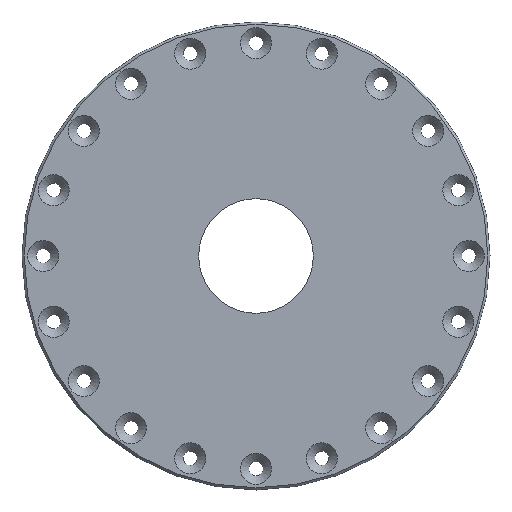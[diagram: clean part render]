
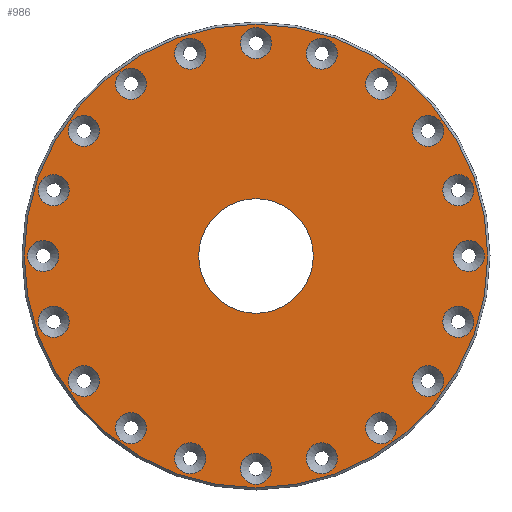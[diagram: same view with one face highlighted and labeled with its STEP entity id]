
A CAD part, front view. The second image highlights one B-rep face of the part: STEP entity #986.
In plain terms, the highlighted planar face has unit normal (0, -1, 0).
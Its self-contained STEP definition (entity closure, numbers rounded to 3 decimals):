
#43=PLANE('',#1061);
#68=ORIENTED_EDGE('',*,*,#200,.T.);
#69=ORIENTED_EDGE('',*,*,#201,.T.);
#70=ORIENTED_EDGE('',*,*,#202,.T.);
#71=ORIENTED_EDGE('',*,*,#203,.T.);
#72=ORIENTED_EDGE('',*,*,#204,.T.);
#73=ORIENTED_EDGE('',*,*,#205,.T.);
#74=ORIENTED_EDGE('',*,*,#206,.T.);
#75=ORIENTED_EDGE('',*,*,#207,.T.);
#76=ORIENTED_EDGE('',*,*,#208,.T.);
#77=ORIENTED_EDGE('',*,*,#209,.T.);
#78=ORIENTED_EDGE('',*,*,#210,.T.);
#79=ORIENTED_EDGE('',*,*,#211,.T.);
#80=ORIENTED_EDGE('',*,*,#212,.T.);
#81=ORIENTED_EDGE('',*,*,#213,.T.);
#82=ORIENTED_EDGE('',*,*,#214,.T.);
#83=ORIENTED_EDGE('',*,*,#215,.T.);
#84=ORIENTED_EDGE('',*,*,#216,.T.);
#85=ORIENTED_EDGE('',*,*,#217,.T.);
#86=ORIENTED_EDGE('',*,*,#218,.T.);
#87=ORIENTED_EDGE('',*,*,#219,.T.);
#88=ORIENTED_EDGE('',*,*,#220,.T.);
#89=ORIENTED_EDGE('',*,*,#221,.F.);
#200=EDGE_CURVE('',#266,#266,#332,.F.);
#201=EDGE_CURVE('',#267,#267,#333,.T.);
#202=EDGE_CURVE('',#268,#268,#334,.T.);
#203=EDGE_CURVE('',#269,#269,#335,.T.);
#204=EDGE_CURVE('',#270,#270,#336,.T.);
#205=EDGE_CURVE('',#271,#271,#337,.T.);
#206=EDGE_CURVE('',#272,#272,#338,.T.);
#207=EDGE_CURVE('',#273,#273,#339,.T.);
#208=EDGE_CURVE('',#274,#274,#340,.T.);
#209=EDGE_CURVE('',#275,#275,#341,.T.);
#210=EDGE_CURVE('',#276,#276,#342,.T.);
#211=EDGE_CURVE('',#277,#277,#343,.T.);
#212=EDGE_CURVE('',#278,#278,#344,.T.);
#213=EDGE_CURVE('',#279,#279,#345,.T.);
#214=EDGE_CURVE('',#280,#280,#346,.T.);
#215=EDGE_CURVE('',#281,#281,#347,.T.);
#216=EDGE_CURVE('',#282,#282,#348,.T.);
#217=EDGE_CURVE('',#283,#283,#349,.T.);
#218=EDGE_CURVE('',#284,#284,#350,.T.);
#219=EDGE_CURVE('',#285,#285,#351,.T.);
#220=EDGE_CURVE('',#286,#286,#352,.T.);
#221=EDGE_CURVE('',#287,#287,#353,.T.);
#266=VERTEX_POINT('',#1426);
#267=VERTEX_POINT('',#1428);
#268=VERTEX_POINT('',#1430);
#269=VERTEX_POINT('',#1432);
#270=VERTEX_POINT('',#1434);
#271=VERTEX_POINT('',#1436);
#272=VERTEX_POINT('',#1438);
#273=VERTEX_POINT('',#1440);
#274=VERTEX_POINT('',#1442);
#275=VERTEX_POINT('',#1444);
#276=VERTEX_POINT('',#1446);
#277=VERTEX_POINT('',#1448);
#278=VERTEX_POINT('',#1450);
#279=VERTEX_POINT('',#1452);
#280=VERTEX_POINT('',#1454);
#281=VERTEX_POINT('',#1456);
#282=VERTEX_POINT('',#1458);
#283=VERTEX_POINT('',#1460);
#284=VERTEX_POINT('',#1462);
#285=VERTEX_POINT('',#1464);
#286=VERTEX_POINT('',#1466);
#287=VERTEX_POINT('',#1468);
#332=CIRCLE('',#1062,51.75);
#333=CIRCLE('',#1063,3.47);
#334=CIRCLE('',#1064,3.47);
#335=CIRCLE('',#1065,3.47);
#336=CIRCLE('',#1066,3.47);
#337=CIRCLE('',#1067,3.47);
#338=CIRCLE('',#1068,3.47);
#339=CIRCLE('',#1069,3.47);
#340=CIRCLE('',#1070,3.47);
#341=CIRCLE('',#1071,3.47);
#342=CIRCLE('',#1072,3.47);
#343=CIRCLE('',#1073,3.47);
#344=CIRCLE('',#1074,3.47);
#345=CIRCLE('',#1075,3.47);
#346=CIRCLE('',#1076,3.47);
#347=CIRCLE('',#1077,3.47);
#348=CIRCLE('',#1078,3.47);
#349=CIRCLE('',#1079,3.47);
#350=CIRCLE('',#1080,3.47);
#351=CIRCLE('',#1081,3.47);
#352=CIRCLE('',#1082,3.47);
#353=CIRCLE('',#1083,12.8);
#398=EDGE_LOOP('',(#68));
#399=EDGE_LOOP('',(#69));
#400=EDGE_LOOP('',(#70));
#401=EDGE_LOOP('',(#71));
#402=EDGE_LOOP('',(#72));
#403=EDGE_LOOP('',(#73));
#404=EDGE_LOOP('',(#74));
#405=EDGE_LOOP('',(#75));
#406=EDGE_LOOP('',(#76));
#407=EDGE_LOOP('',(#77));
#408=EDGE_LOOP('',(#78));
#409=EDGE_LOOP('',(#79));
#410=EDGE_LOOP('',(#80));
#411=EDGE_LOOP('',(#81));
#412=EDGE_LOOP('',(#82));
#413=EDGE_LOOP('',(#83));
#414=EDGE_LOOP('',(#84));
#415=EDGE_LOOP('',(#85));
#416=EDGE_LOOP('',(#86));
#417=EDGE_LOOP('',(#87));
#418=EDGE_LOOP('',(#88));
#419=EDGE_LOOP('',(#89));
#530=FACE_BOUND('',#398,.T.);
#531=FACE_BOUND('',#399,.T.);
#532=FACE_BOUND('',#400,.T.);
#533=FACE_BOUND('',#401,.T.);
#534=FACE_BOUND('',#402,.T.);
#535=FACE_BOUND('',#403,.T.);
#536=FACE_BOUND('',#404,.T.);
#537=FACE_BOUND('',#405,.T.);
#538=FACE_BOUND('',#406,.T.);
#539=FACE_BOUND('',#407,.T.);
#540=FACE_BOUND('',#408,.T.);
#541=FACE_BOUND('',#409,.T.);
#542=FACE_BOUND('',#410,.T.);
#543=FACE_BOUND('',#411,.T.);
#544=FACE_BOUND('',#412,.T.);
#545=FACE_BOUND('',#413,.T.);
#546=FACE_BOUND('',#414,.T.);
#547=FACE_BOUND('',#415,.T.);
#548=FACE_BOUND('',#416,.T.);
#549=FACE_BOUND('',#417,.T.);
#550=FACE_BOUND('',#418,.T.);
#551=FACE_BOUND('',#419,.T.);
#986=ADVANCED_FACE('',(#530,#531,#532,#533,#534,#535,#536,#537,#538,#539,
#540,#541,#542,#543,#544,#545,#546,#547,#548,#549,#550,#551),#43,.F.);
#1061=AXIS2_PLACEMENT_3D('',#1424,#1201,#1202);
#1062=AXIS2_PLACEMENT_3D('',#1425,#1203,#1204);
#1063=AXIS2_PLACEMENT_3D('',#1427,#1205,#1206);
#1064=AXIS2_PLACEMENT_3D('',#1429,#1207,#1208);
#1065=AXIS2_PLACEMENT_3D('',#1431,#1209,#1210);
#1066=AXIS2_PLACEMENT_3D('',#1433,#1211,#1212);
#1067=AXIS2_PLACEMENT_3D('',#1435,#1213,#1214);
#1068=AXIS2_PLACEMENT_3D('',#1437,#1215,#1216);
#1069=AXIS2_PLACEMENT_3D('',#1439,#1217,#1218);
#1070=AXIS2_PLACEMENT_3D('',#1441,#1219,#1220);
#1071=AXIS2_PLACEMENT_3D('',#1443,#1221,#1222);
#1072=AXIS2_PLACEMENT_3D('',#1445,#1223,#1224);
#1073=AXIS2_PLACEMENT_3D('',#1447,#1225,#1226);
#1074=AXIS2_PLACEMENT_3D('',#1449,#1227,#1228);
#1075=AXIS2_PLACEMENT_3D('',#1451,#1229,#1230);
#1076=AXIS2_PLACEMENT_3D('',#1453,#1231,#1232);
#1077=AXIS2_PLACEMENT_3D('',#1455,#1233,#1234);
#1078=AXIS2_PLACEMENT_3D('',#1457,#1235,#1236);
#1079=AXIS2_PLACEMENT_3D('',#1459,#1237,#1238);
#1080=AXIS2_PLACEMENT_3D('',#1461,#1239,#1240);
#1081=AXIS2_PLACEMENT_3D('',#1463,#1241,#1242);
#1082=AXIS2_PLACEMENT_3D('',#1465,#1243,#1244);
#1083=AXIS2_PLACEMENT_3D('',#1467,#1245,#1246);
#1201=DIRECTION('',(0.,1.,0.));
#1202=DIRECTION('',(0.,0.,1.));
#1203=DIRECTION('',(0.,1.,0.));
#1204=DIRECTION('',(0.,0.,1.));
#1205=DIRECTION('',(0.,1.,0.));
#1206=DIRECTION('',(0.,0.,1.));
#1207=DIRECTION('',(0.,1.,0.));
#1208=DIRECTION('',(0.,0.,1.));
#1209=DIRECTION('',(0.,1.,0.));
#1210=DIRECTION('',(0.,0.,1.));
#1211=DIRECTION('',(0.,1.,0.));
#1212=DIRECTION('',(0.,0.,1.));
#1213=DIRECTION('',(0.,1.,0.));
#1214=DIRECTION('',(0.,0.,1.));
#1215=DIRECTION('',(0.,1.,0.));
#1216=DIRECTION('',(0.,0.,1.));
#1217=DIRECTION('',(0.,1.,0.));
#1218=DIRECTION('',(0.,0.,1.));
#1219=DIRECTION('',(0.,1.,0.));
#1220=DIRECTION('',(0.,0.,1.));
#1221=DIRECTION('',(0.,1.,0.));
#1222=DIRECTION('',(0.,0.,1.));
#1223=DIRECTION('',(0.,1.,0.));
#1224=DIRECTION('',(0.,0.,1.));
#1225=DIRECTION('',(0.,1.,0.));
#1226=DIRECTION('',(0.,0.,1.));
#1227=DIRECTION('',(0.,1.,0.));
#1228=DIRECTION('',(0.,0.,1.));
#1229=DIRECTION('',(0.,1.,0.));
#1230=DIRECTION('',(0.,0.,1.));
#1231=DIRECTION('',(0.,1.,0.));
#1232=DIRECTION('',(0.,0.,1.));
#1233=DIRECTION('',(0.,1.,0.));
#1234=DIRECTION('',(0.,0.,1.));
#1235=DIRECTION('',(0.,1.,0.));
#1236=DIRECTION('',(0.,0.,1.));
#1237=DIRECTION('',(0.,1.,0.));
#1238=DIRECTION('',(0.,0.,1.));
#1239=DIRECTION('',(0.,1.,0.));
#1240=DIRECTION('',(0.,0.,1.));
#1241=DIRECTION('',(0.,1.,0.));
#1242=DIRECTION('',(0.,0.,1.));
#1243=DIRECTION('',(0.,1.,0.));
#1244=DIRECTION('',(0.,0.,1.));
#1245=DIRECTION('',(0.,-1.,0.));
#1246=DIRECTION('',(1.,0.,0.));
#1424=CARTESIAN_POINT('',(0.,0.,0.));
#1425=CARTESIAN_POINT('',(0.,0.,0.));
#1426=CARTESIAN_POINT('',(0.,0.,51.75));
#1427=CARTESIAN_POINT('',(38.428,0.,27.92));
#1428=CARTESIAN_POINT('',(38.428,0.,31.39));
#1429=CARTESIAN_POINT('',(-38.428,0.,-27.92));
#1430=CARTESIAN_POINT('',(-38.428,0.,-24.45));
#1431=CARTESIAN_POINT('',(-27.92,0.,38.428));
#1432=CARTESIAN_POINT('',(-27.92,0.,41.898));
#1433=CARTESIAN_POINT('',(27.92,0.,-38.428));
#1434=CARTESIAN_POINT('',(27.92,0.,-34.958));
#1435=CARTESIAN_POINT('',(14.678,0.,45.175));
#1436=CARTESIAN_POINT('',(14.678,0.,48.645));
#1437=CARTESIAN_POINT('',(-14.678,0.,-45.175));
#1438=CARTESIAN_POINT('',(-14.678,0.,-41.705));
#1439=CARTESIAN_POINT('',(-45.175,0.,14.678));
#1440=CARTESIAN_POINT('',(-45.175,0.,18.148));
#1441=CARTESIAN_POINT('',(45.175,0.,-14.678));
#1442=CARTESIAN_POINT('',(45.175,0.,-11.208));
#1443=CARTESIAN_POINT('',(-14.678,0.,45.175));
#1444=CARTESIAN_POINT('',(-14.678,0.,48.645));
#1445=CARTESIAN_POINT('',(14.678,0.,-45.175));
#1446=CARTESIAN_POINT('',(14.678,0.,-41.705));
#1447=CARTESIAN_POINT('',(-45.175,0.,-14.678));
#1448=CARTESIAN_POINT('',(-45.175,0.,-11.208));
#1449=CARTESIAN_POINT('',(45.175,0.,14.678));
#1450=CARTESIAN_POINT('',(45.175,0.,18.148));
#1451=CARTESIAN_POINT('',(-38.428,0.,27.92));
#1452=CARTESIAN_POINT('',(-38.428,0.,31.39));
#1453=CARTESIAN_POINT('',(38.428,0.,-27.92));
#1454=CARTESIAN_POINT('',(38.428,0.,-24.45));
#1455=CARTESIAN_POINT('',(-27.92,0.,-38.428));
#1456=CARTESIAN_POINT('',(-27.92,0.,-34.958));
#1457=CARTESIAN_POINT('',(27.92,0.,38.428));
#1458=CARTESIAN_POINT('',(27.92,0.,41.898));
#1459=CARTESIAN_POINT('',(-47.5,0.,0.));
#1460=CARTESIAN_POINT('',(-47.5,0.,3.47));
#1461=CARTESIAN_POINT('',(47.5,0.,0.));
#1462=CARTESIAN_POINT('',(47.5,0.,3.47));
#1463=CARTESIAN_POINT('',(0.,0.,-47.5));
#1464=CARTESIAN_POINT('',(0.,0.,-44.03));
#1465=CARTESIAN_POINT('',(0.,0.,47.5));
#1466=CARTESIAN_POINT('',(0.,0.,50.97));
#1467=CARTESIAN_POINT('',(0.,0.,0.));
#1468=CARTESIAN_POINT('',(12.8,0.,0.));
